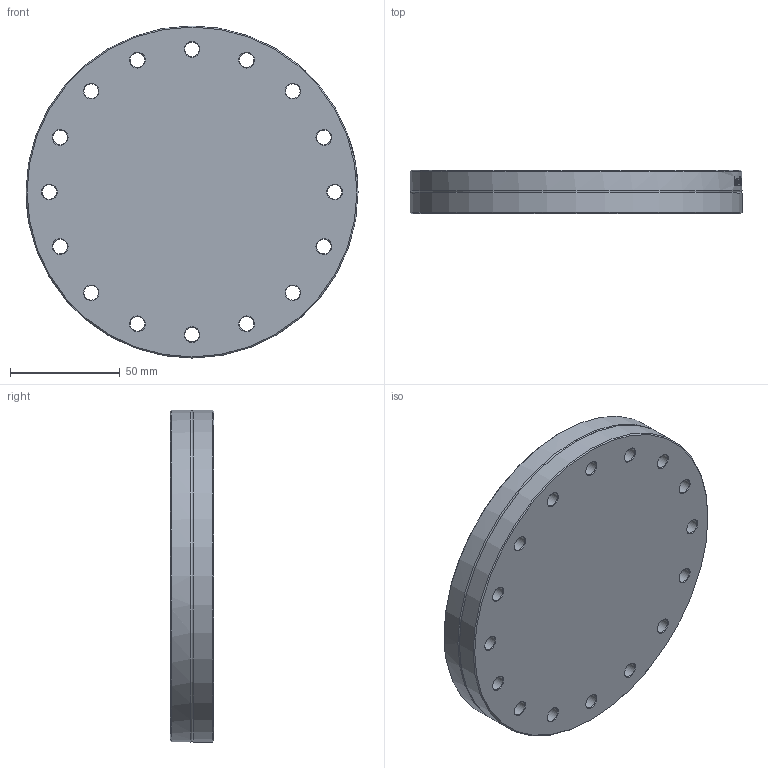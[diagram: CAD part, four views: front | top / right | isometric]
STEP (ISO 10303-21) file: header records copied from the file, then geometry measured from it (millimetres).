
FILE_DESCRIPTION(/* description */ (''),/* implementation_level */ '2;1');
FILE_NAME(/* name */ 'FL-100CFT.stp',/* time_stamp */ '2018-01-17T09:54:00+00:00',/* author */ ('paul'),/* organization */ (''),/* preprocessor_version */ 'ST-DEVELOPER v16.13',/* originating_system */ 'Autodesk Inventor 2018',/* authorisation */ '');
FILE_SCHEMA (('AUTOMOTIVE_DESIGN { 1 0 10303 214 3 1 1 }'));
Length unit declared in the file: millimetre
Products named in the file (1): FL-100CFT
Bounding box: 151.6 x 19.8 x 151.6 mm (x, y, z)
Volume: 332823.9 mm3; surface area: 51579.1 mm2
Topology: 1 solids, 1 shells, 154 faces, 412 edges, 268 vertices
Faces by surface type: bspline 53, cone 37, plane 34, cylinder 29, torus 1
Full cylindrical faces by diameter (mm): 6.647 x16, 120.6 x1, 151.6 x2
Entity records: 15980 total; most frequent: CARTESIAN_POINT 12584, ORIENTED_EDGE 678, DIRECTION 589, EDGE_CURVE 339, VERTEX_POINT 250, EDGE_LOOP 249, AXIS2_PLACEMENT_3D 237, FACE_OUTER_BOUND 154
